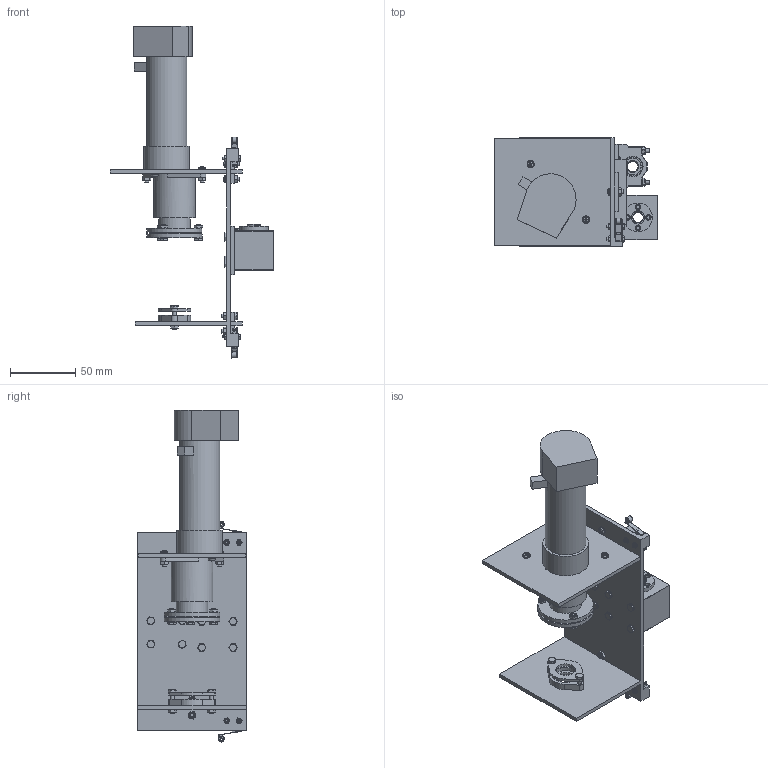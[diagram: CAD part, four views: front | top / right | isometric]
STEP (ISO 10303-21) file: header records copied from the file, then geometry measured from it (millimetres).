
FILE_DESCRIPTION(/* description */ (''),/* implementation_level */ '2;1');
FILE_NAME(/* name */ 'Prismatic_2.stp',/* time_stamp */ '2023-05-02T20:04:43+02:00',/* author */ ('M'),/* organization */ (''),/* preprocessor_version */ 'ST-DEVELOPER v18.1',/* originating_system */ 'Autodesk Inventor 2021',/* authorisation */ '');
FILE_SCHEMA (('AUTOMOTIVE_DESIGN { 1 0 10303 214 3 1 1 }'));
Products named in the file (1): Prismatic_2
Bounding box: 125.02 x 83 x 254.21 mm (x, y, z)
Volume: 267470.7 mm3; surface area: 108498.7 mm2
Topology: 3 solids, 26 shells, 1466 faces, 3717 edges, 2396 vertices
Faces by surface type: plane 772, cylinder 287, cone 280, torus 86, sphere 39, bspline 2
Full cylindrical faces by diameter (mm): 1.2 x4, 1.5 x6, 1.8 x2, 2 x8, 2.5 x8, 2.729 x7, 3 x37, 3.2 x11, 3.3 x13, 3.332 x4, 3.4 x6, 3.5 x4, 3.8 x4, 4 x4, 4.5 x2, 5 x1, 5.5 x15, 8 x8, 9 x2, 10 x8, 10.2 x2, 10.5 x1, 12 x1, 12.5 x1, 13 x3, 14 x1, 15 x6, 15.7 x2, 16 x1, 17 x1
Entity records: 47830 total; most frequent: CARTESIAN_POINT 11322, DIRECTION 7435, ORIENTED_EDGE 7376, EDGE_CURVE 3688, AXIS2_PLACEMENT_3D 2956, VERTEX_POINT 2396, EDGE_LOOP 1692, LINE 1523
